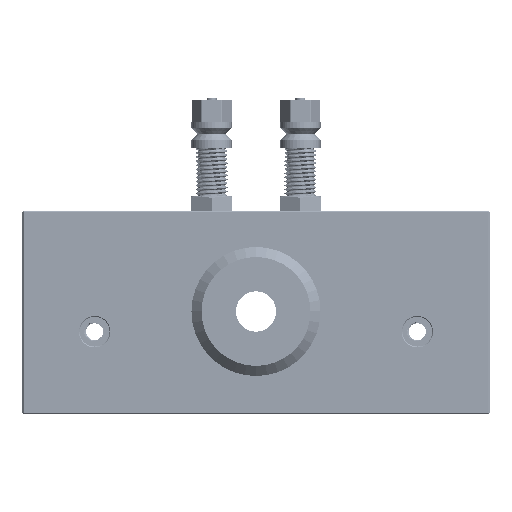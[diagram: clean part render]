
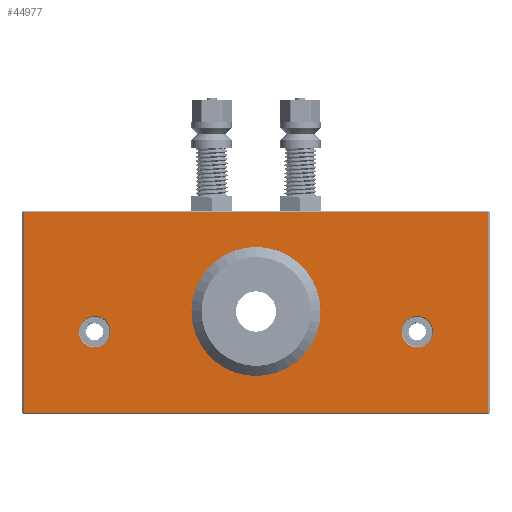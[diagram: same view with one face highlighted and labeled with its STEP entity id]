
A CAD part, front view. The second image highlights one B-rep face of the part: STEP entity #44977.
In plain terms, the highlighted planar face has unit normal (0, -1, 0).
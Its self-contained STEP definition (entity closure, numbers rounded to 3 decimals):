
#752=FACE_BOUND('',#4762,.T.);
#753=FACE_BOUND('',#4763,.T.);
#754=FACE_BOUND('',#4764,.T.);
#889=PLANE('',#47835);
#2153=FACE_OUTER_BOUND('',#4761,.T.);
#4761=EDGE_LOOP('',(#31940,#31941,#31942,#31943));
#4762=EDGE_LOOP('',(#31944));
#4763=EDGE_LOOP('',(#31945));
#4764=EDGE_LOOP('',(#31946));
#6613=CIRCLE('',#47836,3.9);
#6614=CIRCLE('',#47837,5.5);
#6615=CIRCLE('',#47838,3.9);
#12808=LINE('',#95085,#14608);
#12818=LINE('',#95105,#14618);
#12826=LINE('',#95119,#14626);
#12828=LINE('',#95122,#14628);
#14608=VECTOR('',#52464,10.);
#14618=VECTOR('',#52482,10.);
#14626=VECTOR('',#52496,10.);
#14628=VECTOR('',#52500,10.);
#17446=VERTEX_POINT('',#95058);
#17453=VERTEX_POINT('',#95076);
#17458=VERTEX_POINT('',#95098);
#17463=VERTEX_POINT('',#95114);
#17474=VERTEX_POINT('',#95158);
#17475=VERTEX_POINT('',#95160);
#17476=VERTEX_POINT('',#95162);
#23075=EDGE_CURVE('',#17446,#17453,#12808,.T.);
#23085=EDGE_CURVE('',#17458,#17446,#12818,.T.);
#23093=EDGE_CURVE('',#17453,#17463,#12826,.T.);
#23095=EDGE_CURVE('',#17463,#17458,#12828,.T.);
#23114=EDGE_CURVE('',#17474,#17474,#6613,.T.);
#23115=EDGE_CURVE('',#17475,#17475,#6614,.T.);
#23116=EDGE_CURVE('',#17476,#17476,#6615,.T.);
#31940=ORIENTED_EDGE('',*,*,#23075,.F.);
#31941=ORIENTED_EDGE('',*,*,#23085,.F.);
#31942=ORIENTED_EDGE('',*,*,#23095,.F.);
#31943=ORIENTED_EDGE('',*,*,#23093,.F.);
#31944=ORIENTED_EDGE('',*,*,#23114,.F.);
#31945=ORIENTED_EDGE('',*,*,#23115,.T.);
#31946=ORIENTED_EDGE('',*,*,#23116,.F.);
#44977=ADVANCED_FACE('',(#2153,#752,#753,#754),#889,.T.);
#47835=AXIS2_PLACEMENT_3D('',#95157,#52541,#52542);
#47836=AXIS2_PLACEMENT_3D('',#95159,#52543,#52544);
#47837=AXIS2_PLACEMENT_3D('',#95161,#52545,#52546);
#47838=AXIS2_PLACEMENT_3D('',#95163,#52547,#52548);
#52464=DIRECTION('',(-1.,0.,0.));
#52482=DIRECTION('',(0.,0.,-1.));
#52496=DIRECTION('',(0.,0.,1.));
#52500=DIRECTION('',(1.,0.,0.));
#52541=DIRECTION('center_axis',(0.,-1.,0.));
#52542=DIRECTION('ref_axis',(1.,0.,0.));
#52543=DIRECTION('center_axis',(0.,-1.,0.));
#52544=DIRECTION('ref_axis',(0.,0.,1.));
#52545=DIRECTION('center_axis',(0.,1.,0.));
#52546=DIRECTION('ref_axis',(-1.,0.,0.));
#52547=DIRECTION('center_axis',(0.,-1.,0.));
#52548=DIRECTION('ref_axis',(0.,0.,1.));
#95058=CARTESIAN_POINT('',(115.6,0.,0.4));
#95076=CARTESIAN_POINT('',(0.4,0.,0.4));
#95085=CARTESIAN_POINT('',(29.,0.,0.4));
#95098=CARTESIAN_POINT('',(115.6,0.,50.1));
#95105=CARTESIAN_POINT('',(115.6,0.,0.));
#95114=CARTESIAN_POINT('',(0.4,0.,50.1));
#95119=CARTESIAN_POINT('',(0.4,0.,0.));
#95122=CARTESIAN_POINT('',(29.,0.,50.1));
#95157=CARTESIAN_POINT('Origin',(0.,0.,0.));
#95158=CARTESIAN_POINT('',(18.,0.,16.6));
#95159=CARTESIAN_POINT('Origin',(18.,0.,20.5));
#95160=CARTESIAN_POINT('',(63.5,0.,25.5));
#95161=CARTESIAN_POINT('Origin',(58.,0.,25.5));
#95162=CARTESIAN_POINT('',(98.,0.,16.6));
#95163=CARTESIAN_POINT('Origin',(98.,0.,20.5));
